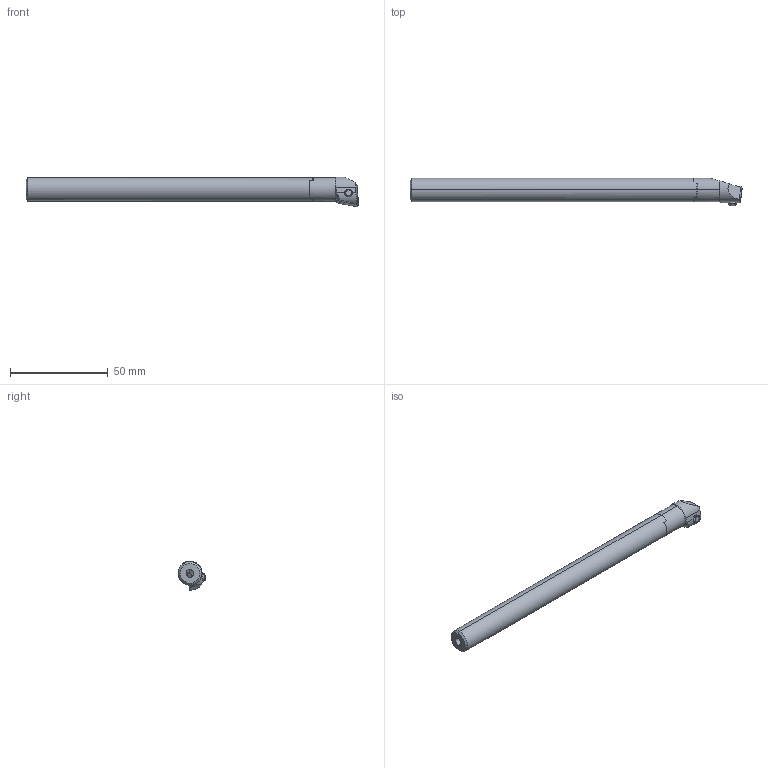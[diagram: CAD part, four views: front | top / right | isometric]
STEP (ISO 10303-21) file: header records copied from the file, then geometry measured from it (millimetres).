
FILE_DESCRIPTION (( 'STEP AP203' ), '1' );
FILE_NAME ('274.018.009C.STEP', '2024-08-27T08:53:16', ( '' ), ( '' ), 'SwSTEP 2.0', 'SolidWorks 2022', '' );
FILE_SCHEMA (( 'CONFIG_CONTROL_DESIGN' ));
Length unit declared in the file: millimetre
Products named in the file (6): WCB-ER2.001.009_A; HM2-BG1.001.025_C; B18-WCB.K13.170_B; 274.018.009C; CCMT09T304; HM2-U12.001.147_A
Assembly tree (5 placements, depth 3):
  274.018.009C
    B18-WCB.K13.170_B
      HM2-U12.001.147_A
      HM2-BG1.001.025_C
    WCB-ER2.001.009_A
    CCMT09T304
Bounding box: 170 x 14.13 x 15.07 mm (x, y, z)
Volume: 16719.4 mm3; surface area: 9272.8 mm2
Topology: 4 solids, 4 shells, 145 faces, 378 edges, 230 vertices
Faces by surface type: plane 45, cylinder 41, cone 34, bspline 12, torus 11, sphere 2
Entity records: 5491 total; most frequent: CARTESIAN_POINT 1532, ORIENTED_EDGE 736, DIRECTION 667, EDGE_CURVE 368, AXIS2_PLACEMENT_3D 259, VERTEX_POINT 230, EDGE_LOOP 152, LINE 149
